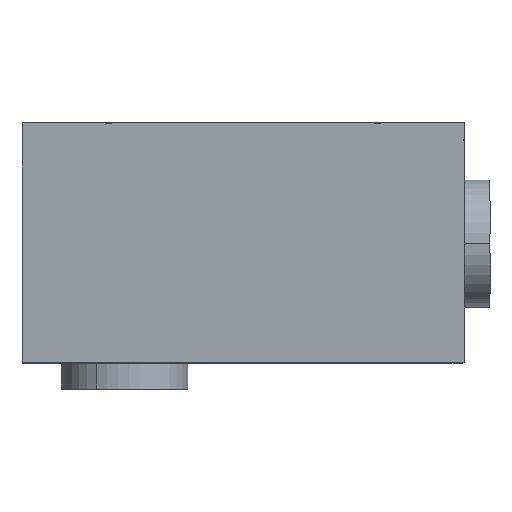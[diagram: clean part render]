
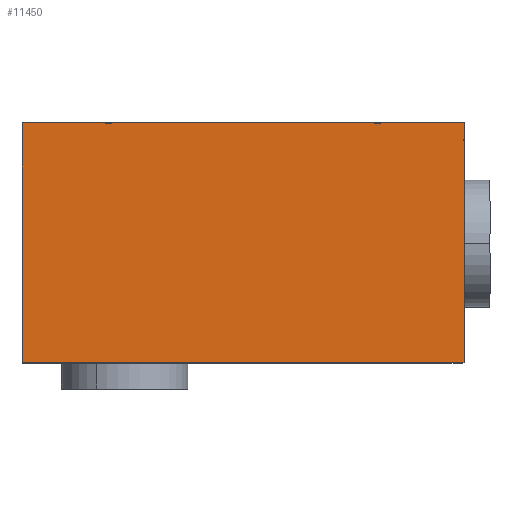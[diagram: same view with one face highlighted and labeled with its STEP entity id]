
A CAD part, left-side view. The second image highlights one B-rep face of the part: STEP entity #11450.
In plain terms, the highlighted planar face has unit normal (-1, 0, 0).
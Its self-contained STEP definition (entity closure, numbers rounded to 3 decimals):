
#740=CARTESIAN_POINT('',(-778.5,4.5,
408.));
#750=DIRECTION('',(-0.,1.,0.));
#760=VECTOR('',#750,1.);
#770=LINE('',#740,#760);
#780=CARTESIAN_POINT('',(-778.5,-430.,
408.));
#790=VERTEX_POINT('',#780);
#800=CARTESIAN_POINT('',(-778.5,-429.,
408.));
#810=VERTEX_POINT('',#800);
#820=EDGE_CURVE('',#790,#810,#770,.T.);
#9750=CARTESIAN_POINT('',(-778.5,-430.,
441.5));
#9760=DIRECTION('',(1.,0.,0.));
#9770=DIRECTION('',(0.,0.,-1.));
#9780=AXIS2_PLACEMENT_3D('',#9750,#9760,#9770);
#9790=PLANE('',#9780);
#9800=CARTESIAN_POINT('',(-778.5,-427.,
441.5));
#9810=DIRECTION('',(0.,0.,-1.));
#9820=VECTOR('',#9810,1.);
#9830=LINE('',#9800,#9820);
#9840=CARTESIAN_POINT('',(-778.5,-427.,
-30.));
#9850=VERTEX_POINT('',#9840);
#9860=CARTESIAN_POINT('',(-778.5,-427.,
-30.1));
#9870=VERTEX_POINT('',#9860);
#9880=EDGE_CURVE('',#9850,#9870,#9830,.T.);
#9890=ORIENTED_EDGE('',*,*,#9880,.F.);
#9900=CARTESIAN_POINT('',(-778.5,531.,
-30.1));
#9910=DIRECTION('',(0.,-1.,0.));
#9920=VECTOR('',#9910,1.);
#9930=LINE('',#9900,#9920);
#9940=CARTESIAN_POINT('',(-778.5,-318.317,
-30.1));
#9950=VERTEX_POINT('',#9940);
#9960=EDGE_CURVE('',#9950,#9870,#9930,.T.);
#9970=ORIENTED_EDGE('',*,*,#9960,.T.);
#9980=CARTESIAN_POINT('',(-778.5,-318.317,
-31.));
#9990=DIRECTION('',(0.,0.,1.));
#10000=VECTOR('',#9990,1.);
#10010=LINE('',#9980,#10000);
#10020=CARTESIAN_POINT('',(-778.5,-318.317,
-30.));
#10030=VERTEX_POINT('',#10020);
#10040=EDGE_CURVE('',#9950,#10030,#10010,.T.);
#10050=ORIENTED_EDGE('',*,*,#10040,.F.);
#10060=CARTESIAN_POINT('',(-778.5,4.5,
-30.));
#10070=DIRECTION('',(0.,1.,0.));
#10080=VECTOR('',#10070,1.);
#10090=LINE('',#10060,#10080);
#10100=CARTESIAN_POINT('',(-778.5,-221.683,
-30.));
#10110=VERTEX_POINT('',#10100);
#10120=EDGE_CURVE('',#10030,#10110,#10090,.T.);
#10130=ORIENTED_EDGE('',*,*,#10120,.F.);
#10140=CARTESIAN_POINT('',(-778.5,-221.683,
-31.));
#10150=DIRECTION('',(0.,0.,1.));
#10160=VECTOR('',#10150,1.);
#10170=LINE('',#10140,#10160);
#10180=CARTESIAN_POINT('',(-778.5,-221.683,
-30.1));
#10190=VERTEX_POINT('',#10180);
#10200=EDGE_CURVE('',#10190,#10110,#10170,.T.);
#10210=ORIENTED_EDGE('',*,*,#10200,.T.);
#10220=CARTESIAN_POINT('',(-778.5,221.683,-30.1));
#10230=VERTEX_POINT('',#10220);
#10240=EDGE_CURVE('',#10230,#10190,#9930,.T.);
#10250=ORIENTED_EDGE('',*,*,#10240,.T.);
#10260=CARTESIAN_POINT('',(-778.5,221.683,
-31.));
#10270=DIRECTION('',(0.,0.,1.));
#10280=VECTOR('',#10270,1.);
#10290=LINE('',#10260,#10280);
#10300=CARTESIAN_POINT('',(-778.5,221.683,
-30.));
#10310=VERTEX_POINT('',#10300);
#10320=EDGE_CURVE('',#10230,#10310,#10290,.T.);
#10330=ORIENTED_EDGE('',*,*,#10320,.F.);
#10340=CARTESIAN_POINT('',(-778.5,4.5,
-30.));
#10350=DIRECTION('',(0.,1.,0.));
#10360=VECTOR('',#10350,1.);
#10370=LINE('',#10340,#10360);
#10380=CARTESIAN_POINT('',(-778.5,318.317,
-30.));
#10390=VERTEX_POINT('',#10380);
#10400=EDGE_CURVE('',#10310,#10390,#10370,.T.);
#10410=ORIENTED_EDGE('',*,*,#10400,.F.);
#10420=CARTESIAN_POINT('',(-778.5,318.317,
-31.));
#10430=DIRECTION('',(0.,0.,1.));
#10440=VECTOR('',#10430,1.);
#10450=LINE('',#10420,#10440);
#10460=CARTESIAN_POINT('',(-778.5,318.317,
-30.1));
#10470=VERTEX_POINT('',#10460);
#10480=EDGE_CURVE('',#10470,#10390,#10450,.T.);
#10490=ORIENTED_EDGE('',*,*,#10480,.T.);
#10500=CARTESIAN_POINT('',(-778.5,437.5,
-30.1));
#10510=VERTEX_POINT('',#10500);
#10520=EDGE_CURVE('',#10510,#10470,#9930,.T.);
#10530=ORIENTED_EDGE('',*,*,#10520,.T.);
#10540=CARTESIAN_POINT('',(-778.5,437.5,
441.5));
#10550=DIRECTION('',(0.,0.,1.));
#10560=VECTOR('',#10550,1.);
#10570=LINE('',#10540,#10560);
#10580=CARTESIAN_POINT('',(-778.5,437.5,
-30.));
#10590=VERTEX_POINT('',#10580);
#10600=EDGE_CURVE('',#10510,#10590,#10570,.T.);
#10610=ORIENTED_EDGE('',*,*,#10600,.F.);
#10620=CARTESIAN_POINT('',(-778.5,4.5,
-30.));
#10630=DIRECTION('',(0.,1.,0.));
#10640=VECTOR('',#10630,1.);
#10650=LINE('',#10620,#10640);
#10660=CARTESIAN_POINT('',(-778.5,439.,
-30.));
#10670=VERTEX_POINT('',#10660);
#10680=EDGE_CURVE('',#10590,#10670,#10650,.T.);
#10690=ORIENTED_EDGE('',*,*,#10680,.F.);
#10700=CARTESIAN_POINT('',(-778.5,439.,
441.5));
#10710=DIRECTION('',(0.,0.,1.));
#10720=VECTOR('',#10710,1.);
#10730=LINE('',#10700,#10720);
#10740=CARTESIAN_POINT('',(-778.5,439.,
406.));
#10750=VERTEX_POINT('',#10740);
#10760=EDGE_CURVE('',#10670,#10750,#10730,.T.);
#10770=ORIENTED_EDGE('',*,*,#10760,.F.);
#10780=CARTESIAN_POINT('',(-778.5,4.5,
406.));
#10790=DIRECTION('',(0.,-1.,0.));
#10800=VECTOR('',#10790,1.);
#10810=LINE('',#10780,#10800);
#10820=CARTESIAN_POINT('',(-778.5,438.,
406.));
#10830=VERTEX_POINT('',#10820);
#10840=EDGE_CURVE('',#10750,#10830,#10810,.T.);
#10850=ORIENTED_EDGE('',*,*,#10840,.F.);
#10860=CARTESIAN_POINT('',(-778.5,438.,
441.5));
#10870=DIRECTION('',(0.,0.,1.));
#10880=VECTOR('',#10870,1.);
#10890=LINE('',#10860,#10880);
#10900=CARTESIAN_POINT('',(-778.5,438.,
408.));
#10910=VERTEX_POINT('',#10900);
#10920=EDGE_CURVE('',#10830,#10910,#10890,.T.);
#10930=ORIENTED_EDGE('',*,*,#10920,.F.);
#10940=CARTESIAN_POINT('',(-778.5,439.,
408.));
#10950=VERTEX_POINT('',#10940);
#10960=EDGE_CURVE('',#10910,#10950,#770,.T.);
#10970=ORIENTED_EDGE('',*,*,#10960,.F.);
#10980=CARTESIAN_POINT('',(-778.5,439.,
441.5));
#10990=DIRECTION('',(0.,0.,1.));
#11000=VECTOR('',#10990,1.);
#11010=LINE('',#10980,#11000);
#11020=CARTESIAN_POINT('',(-778.5,439.,
441.5));
#11030=VERTEX_POINT('',#11020);
#11040=EDGE_CURVE('',#10950,#11030,#11010,.T.);
#11050=ORIENTED_EDGE('',*,*,#11040,.F.);
#11060=CARTESIAN_POINT('',(-778.5,-430.,
441.5));
#11070=DIRECTION('',(0.,1.,0.));
#11080=VECTOR('',#11070,1.);
#11090=LINE('',#11060,#11080);
#11100=CARTESIAN_POINT('',(-778.5,-430.,
441.5));
#11110=VERTEX_POINT('',#11100);
#11120=EDGE_CURVE('',#11110,#11030,#11090,.T.);
#11130=ORIENTED_EDGE('',*,*,#11120,.T.);
#11140=CARTESIAN_POINT('',(-778.5,-430.,
441.5));
#11150=DIRECTION('',(0.,0.,-1.));
#11160=VECTOR('',#11150,1.);
#11170=LINE('',#11140,#11160);
#11180=EDGE_CURVE('',#11110,#790,#11170,.T.);
#11190=ORIENTED_EDGE('',*,*,#11180,.F.);
#11200=ORIENTED_EDGE('',*,*,#820,.F.);
#11210=CARTESIAN_POINT('',(-778.5,-429.,
441.5));
#11220=DIRECTION('',(0.,0.,1.));
#11230=VECTOR('',#11220,1.);
#11240=LINE('',#11210,#11230);
#11250=CARTESIAN_POINT('',(-778.5,-429.,
406.));
#11260=VERTEX_POINT('',#11250);
#11270=EDGE_CURVE('',#11260,#810,#11240,.T.);
#11280=ORIENTED_EDGE('',*,*,#11270,.T.);
#11290=CARTESIAN_POINT('',(-778.5,-430.,
406.));
#11300=VERTEX_POINT('',#11290);
#11310=EDGE_CURVE('',#11260,#11300,#10810,.T.);
#11320=ORIENTED_EDGE('',*,*,#11310,.F.);
#11330=CARTESIAN_POINT('',(-778.5,-430.,
-30.));
#11340=VERTEX_POINT('',#11330);
#11350=EDGE_CURVE('',#11300,#11340,#11170,.T.);
#11360=ORIENTED_EDGE('',*,*,#11350,.F.);
#11370=CARTESIAN_POINT('',(-778.5,4.5,
-30.));
#11380=DIRECTION('',(0.,1.,0.));
#11390=VECTOR('',#11380,1.);
#11400=LINE('',#11370,#11390);
#11410=EDGE_CURVE('',#11340,#9850,#11400,.T.);
#11420=ORIENTED_EDGE('',*,*,#11410,.F.);
#11430=EDGE_LOOP('',(#11420,#11360,#11320,#11280,#11200,#11190,#11130,
#11050,#10970,#10930,#10850,#10770,#10690,#10610,#10530,#10490,#10410,
#10330,#10250,#10210,#10130,#10050,#9970,#9890));
#11440=FACE_OUTER_BOUND('',#11430,.T.);
#11450=ADVANCED_FACE('',(#11440),#9790,.F.);
